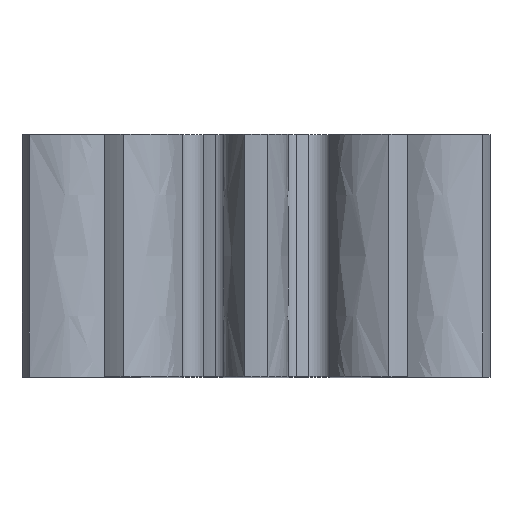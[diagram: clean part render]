
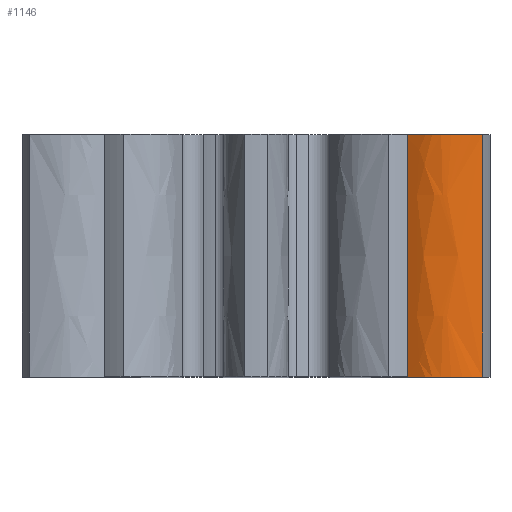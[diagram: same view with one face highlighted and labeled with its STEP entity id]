
A CAD part, top view. The second image highlights one B-rep face of the part: STEP entity #1146.
In plain terms, the highlighted free-form (B-spline) face has degree [3, 1] with [10, 2] control points.
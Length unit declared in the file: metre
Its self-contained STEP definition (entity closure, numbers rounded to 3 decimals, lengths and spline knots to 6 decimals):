
#27=B_SPLINE_SURFACE_WITH_KNOTS('',3,1,((#3904,#3905),(#3906,#3907),(#3908,
#3909),(#3910,#3911),(#3912,#3913),(#3914,#3915),(#3916,#3917),(#3918,#3919),
(#3920,#3921),(#3922,#3923)),.SURF_OF_LINEAR_EXTRUSION.,.F.,.F.,.F.,(4,
1,1,1,1,1,1,4),(2,2),(0.034474,0.09422,0.153965,
0.273456,0.392948,0.512439,0.751421,0.990404),
(0.,1.),.UNSPECIFIED.);
#36=B_SPLINE_CURVE_WITH_KNOTS('',3,(#1873,#1874,#1875,#1876,#1877,#1878,
#1879,#1880,#1881,#1882,#1883,#1884,#1885,#1886,#1887,#1888,#1889,#1890,
#1891,#1892,#1893,#1894,#1895,#1896,#1897,#1898,#1899,#1900,#1901,#1902,
#1903,#1904,#1905,#1906,#1907,#1908,#1909,#1910,#1911,#1912,#1913,#1914,
#1915),.UNSPECIFIED.,.F.,.F.,(4,1,1,1,1,1,1,1,1,1,1,1,1,1,1,1,1,1,1,1,1,
1,1,1,1,1,1,1,1,1,1,1,1,1,1,1,1,1,1,1,4),(0.,0.117996,0.124426,
0.132727,0.142548,0.153685,0.165997,
0.179382,0.193759,0.209065,0.225246,
0.242257,0.26006,0.278622,0.297911,
0.317902,0.33857,0.359895,0.381857,
0.404438,0.42762,0.45139,0.475733,
0.500635,0.526084,0.55207,0.57858,
0.605606,0.633136,0.661163,0.689677,
0.71867,0.748135,0.778064,0.808449,
0.839285,0.870565,0.902282,0.934431,0.967005,
0.990404),.UNSPECIFIED.);
#67=B_SPLINE_CURVE_WITH_KNOTS('',3,(#3321,#3322,#3323,#3324,#3325,#3326,
#3327,#3328,#3329,#3330,#3331,#3332,#3333,#3334,#3335,#3336,#3337,#3338,
#3339,#3340,#3341,#3342,#3343,#3344,#3345,#3346,#3347,#3348,#3349,#3350,
#3351,#3352,#3353,#3354,#3355,#3356,#3357,#3358,#3359,#3360,#3361,#3362,
#3363),.UNSPECIFIED.,.F.,.F.,(4,1,1,1,1,1,1,1,1,1,1,1,1,1,1,1,1,1,1,1,1,
1,1,1,1,1,1,1,1,1,1,1,1,1,1,1,1,1,1,1,4),(0.,0.117996,0.124426,
0.132727,0.142548,0.153685,0.165997,
0.179382,0.193759,0.209065,0.225246,
0.242257,0.26006,0.278622,0.297911,
0.317902,0.33857,0.359895,0.381857,
0.404438,0.42762,0.45139,0.475733,
0.500635,0.526084,0.55207,0.57858,
0.605606,0.633136,0.661163,0.689677,
0.71867,0.748135,0.778064,0.808449,
0.839285,0.870565,0.902282,0.934431,0.967005,
0.990404),.UNSPECIFIED.);
#458=ORIENTED_EDGE('',*,*,#641,.T.);
#459=ORIENTED_EDGE('',*,*,#543,.F.);
#460=ORIENTED_EDGE('',*,*,#561,.F.);
#461=ORIENTED_EDGE('',*,*,#683,.F.);
#543=EDGE_CURVE('',#722,#724,#828,.T.);
#561=EDGE_CURVE('',#739,#722,#36,.T.);
#641=EDGE_CURVE('',#804,#724,#67,.T.);
#683=EDGE_CURVE('',#804,#739,#863,.F.);
#722=VERTEX_POINT('',#1667);
#724=VERTEX_POINT('',#1670);
#739=VERTEX_POINT('',#1872);
#804=VERTEX_POINT('',#3364);
#828=LINE('',#1669,#888);
#863=LINE('',#3924,#923);
#888=VECTOR('',#1357,1.);
#923=VECTOR('',#1572,1.);
#982=EDGE_LOOP('',(#458,#459,#460,#461));
#1044=FACE_BOUND('',#982,.T.);
#1146=ADVANCED_FACE('',(#1044),#27,.F.);
#1357=DIRECTION('',(0.,-1.,0.));
#1572=DIRECTION('',(0.,-1.,0.));
#1667=CARTESIAN_POINT('',(0.262496,-0.089,0.224018));
#1669=CARTESIAN_POINT('',(0.262496,-0.089,0.224018));
#1670=CARTESIAN_POINT('',(0.262496,-0.092,0.224018));
#1872=CARTESIAN_POINT('',(0.261523,-0.089,0.223921));
#1873=CARTESIAN_POINT('',(0.26135,-0.089,0.223829));
#1874=CARTESIAN_POINT('',(0.261553,-0.089,0.223936));
#1875=CARTESIAN_POINT('',(0.261767,-0.089,0.22405));
#1876=CARTESIAN_POINT('',(0.261771,-0.089,0.224051));
#1877=CARTESIAN_POINT('',(0.261773,-0.089,0.224052));
#1878=CARTESIAN_POINT('',(0.261776,-0.089,0.224054));
#1879=CARTESIAN_POINT('',(0.26178,-0.089,0.224055));
#1880=CARTESIAN_POINT('',(0.261785,-0.089,0.224057));
#1881=CARTESIAN_POINT('',(0.26179,-0.089,0.224059));
#1882=CARTESIAN_POINT('',(0.261797,-0.089,0.224062));
#1883=CARTESIAN_POINT('',(0.261805,-0.089,0.224064));
#1884=CARTESIAN_POINT('',(0.261813,-0.089,0.224067));
#1885=CARTESIAN_POINT('',(0.261823,-0.089,0.224069));
#1886=CARTESIAN_POINT('',(0.261833,-0.089,0.224072));
#1887=CARTESIAN_POINT('',(0.261845,-0.089,0.224075));
#1888=CARTESIAN_POINT('',(0.261857,-0.089,0.224078));
#1889=CARTESIAN_POINT('',(0.26187,-0.089,0.22408));
#1890=CARTESIAN_POINT('',(0.261885,-0.089,0.224083));
#1891=CARTESIAN_POINT('',(0.2619,-0.089,0.224085));
#1892=CARTESIAN_POINT('',(0.261916,-0.089,0.224087));
#1893=CARTESIAN_POINT('',(0.261934,-0.089,0.224089));
#1894=CARTESIAN_POINT('',(0.261952,-0.089,0.224091));
#1895=CARTESIAN_POINT('',(0.261971,-0.089,0.224093));
#1896=CARTESIAN_POINT('',(0.261991,-0.089,0.224094));
#1897=CARTESIAN_POINT('',(0.262012,-0.089,0.224095));
#1898=CARTESIAN_POINT('',(0.262034,-0.089,0.224095));
#1899=CARTESIAN_POINT('',(0.262057,-0.089,0.224095));
#1900=CARTESIAN_POINT('',(0.262081,-0.089,0.224094));
#1901=CARTESIAN_POINT('',(0.262106,-0.089,0.224093));
#1902=CARTESIAN_POINT('',(0.262132,-0.089,0.224092));
#1903=CARTESIAN_POINT('',(0.262159,-0.089,0.224089));
#1904=CARTESIAN_POINT('',(0.262186,-0.089,0.224086));
#1905=CARTESIAN_POINT('',(0.262215,-0.089,0.224083));
#1906=CARTESIAN_POINT('',(0.262244,-0.089,0.224079));
#1907=CARTESIAN_POINT('',(0.262274,-0.089,0.224074));
#1908=CARTESIAN_POINT('',(0.262305,-0.089,0.224068));
#1909=CARTESIAN_POINT('',(0.262337,-0.089,0.224061));
#1910=CARTESIAN_POINT('',(0.262369,-0.089,0.224054));
#1911=CARTESIAN_POINT('',(0.262403,-0.089,0.224046));
#1912=CARTESIAN_POINT('',(0.262437,-0.089,0.224036));
#1913=CARTESIAN_POINT('',(0.262468,-0.089,0.224027));
#1914=CARTESIAN_POINT('',(0.262488,-0.089,0.224021));
#1915=CARTESIAN_POINT('',(0.262496,-0.089,0.224018));
#3321=CARTESIAN_POINT('',(0.26135,-0.092,0.223829));
#3322=CARTESIAN_POINT('',(0.261553,-0.092,0.223936));
#3323=CARTESIAN_POINT('',(0.261767,-0.092,0.22405));
#3324=CARTESIAN_POINT('',(0.261771,-0.092,0.224051));
#3325=CARTESIAN_POINT('',(0.261773,-0.092,0.224052));
#3326=CARTESIAN_POINT('',(0.261776,-0.092,0.224054));
#3327=CARTESIAN_POINT('',(0.26178,-0.092,0.224055));
#3328=CARTESIAN_POINT('',(0.261785,-0.092,0.224057));
#3329=CARTESIAN_POINT('',(0.26179,-0.092,0.224059));
#3330=CARTESIAN_POINT('',(0.261797,-0.092,0.224062));
#3331=CARTESIAN_POINT('',(0.261805,-0.092,0.224064));
#3332=CARTESIAN_POINT('',(0.261813,-0.092,0.224067));
#3333=CARTESIAN_POINT('',(0.261823,-0.092,0.224069));
#3334=CARTESIAN_POINT('',(0.261833,-0.092,0.224072));
#3335=CARTESIAN_POINT('',(0.261845,-0.092,0.224075));
#3336=CARTESIAN_POINT('',(0.261857,-0.092,0.224078));
#3337=CARTESIAN_POINT('',(0.26187,-0.092,0.22408));
#3338=CARTESIAN_POINT('',(0.261885,-0.092,0.224083));
#3339=CARTESIAN_POINT('',(0.2619,-0.092,0.224085));
#3340=CARTESIAN_POINT('',(0.261916,-0.092,0.224087));
#3341=CARTESIAN_POINT('',(0.261934,-0.092,0.224089));
#3342=CARTESIAN_POINT('',(0.261952,-0.092,0.224091));
#3343=CARTESIAN_POINT('',(0.261971,-0.092,0.224093));
#3344=CARTESIAN_POINT('',(0.261991,-0.092,0.224094));
#3345=CARTESIAN_POINT('',(0.262012,-0.092,0.224095));
#3346=CARTESIAN_POINT('',(0.262034,-0.092,0.224095));
#3347=CARTESIAN_POINT('',(0.262057,-0.092,0.224095));
#3348=CARTESIAN_POINT('',(0.262081,-0.092,0.224094));
#3349=CARTESIAN_POINT('',(0.262106,-0.092,0.224093));
#3350=CARTESIAN_POINT('',(0.262132,-0.092,0.224092));
#3351=CARTESIAN_POINT('',(0.262159,-0.092,0.224089));
#3352=CARTESIAN_POINT('',(0.262186,-0.092,0.224086));
#3353=CARTESIAN_POINT('',(0.262215,-0.092,0.224083));
#3354=CARTESIAN_POINT('',(0.262244,-0.092,0.224079));
#3355=CARTESIAN_POINT('',(0.262274,-0.092,0.224074));
#3356=CARTESIAN_POINT('',(0.262305,-0.092,0.224068));
#3357=CARTESIAN_POINT('',(0.262337,-0.092,0.224061));
#3358=CARTESIAN_POINT('',(0.262369,-0.092,0.224054));
#3359=CARTESIAN_POINT('',(0.262403,-0.092,0.224046));
#3360=CARTESIAN_POINT('',(0.262437,-0.092,0.224036));
#3361=CARTESIAN_POINT('',(0.262468,-0.092,0.224027));
#3362=CARTESIAN_POINT('',(0.262488,-0.092,0.224021));
#3363=CARTESIAN_POINT('',(0.262496,-0.092,0.224018));
#3364=CARTESIAN_POINT('',(0.261523,-0.092,0.223921));
#3904=CARTESIAN_POINT('',(0.261523,-0.089,0.223921));
#3905=CARTESIAN_POINT('',(0.261523,-0.092,0.223921));
#3906=CARTESIAN_POINT('',(0.261618,-0.089,0.223971));
#3907=CARTESIAN_POINT('',(0.261618,-0.092,0.223971));
#3908=CARTESIAN_POINT('',(0.261782,-0.089,0.224058));
#3909=CARTESIAN_POINT('',(0.261782,-0.092,0.224058));
#3910=CARTESIAN_POINT('',(0.261772,-0.089,0.224052));
#3911=CARTESIAN_POINT('',(0.261772,-0.092,0.224052));
#3912=CARTESIAN_POINT('',(0.261842,-0.089,0.224077));
#3913=CARTESIAN_POINT('',(0.261842,-0.092,0.224077));
#3914=CARTESIAN_POINT('',(0.261921,-0.089,0.224089));
#3915=CARTESIAN_POINT('',(0.261921,-0.092,0.224089));
#3916=CARTESIAN_POINT('',(0.262054,-0.089,0.224099));
#3917=CARTESIAN_POINT('',(0.262054,-0.092,0.224099));
#3918=CARTESIAN_POINT('',(0.262243,-0.089,0.224085));
#3919=CARTESIAN_POINT('',(0.262243,-0.092,0.224085));
#3920=CARTESIAN_POINT('',(0.262411,-0.089,0.224046));
#3921=CARTESIAN_POINT('',(0.262411,-0.092,0.224046));
#3922=CARTESIAN_POINT('',(0.262496,-0.089,0.224018));
#3923=CARTESIAN_POINT('',(0.262496,-0.092,0.224018));
#3924=CARTESIAN_POINT('',(0.261523,-0.092,0.223921));
